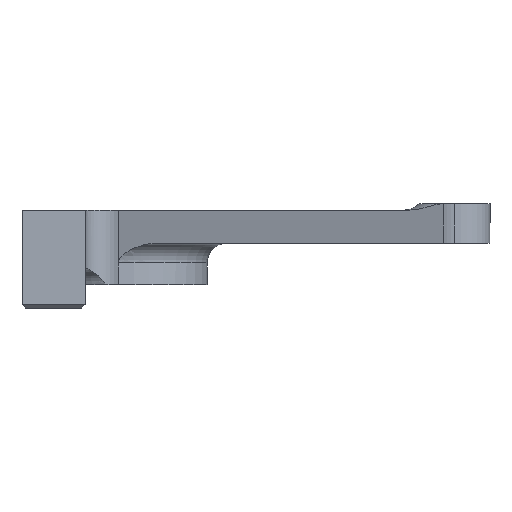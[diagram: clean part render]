
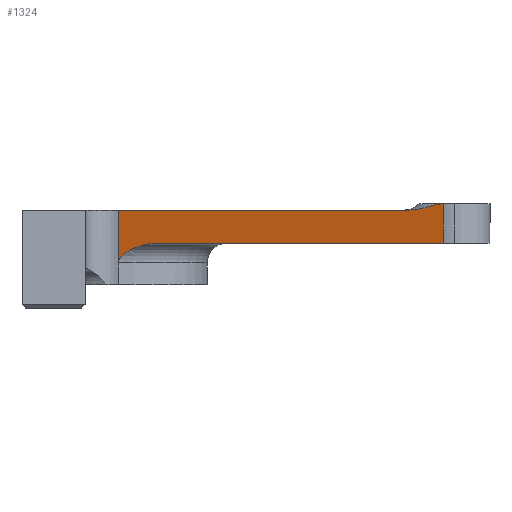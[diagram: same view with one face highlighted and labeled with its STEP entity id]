
A CAD part, left-side view. The second image highlights one B-rep face of the part: STEP entity #1324.
In plain terms, the highlighted planar face has unit normal (-0.947, 0.322, 0).
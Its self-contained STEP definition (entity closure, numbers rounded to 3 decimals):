
#26 = CARTESIAN_POINT ( 'NONE',  ( -24.193, -4.973, 9.65 ) ) ;
#32 = CARTESIAN_POINT ( 'NONE',  ( -22.5, 0., 18.9 ) ) ;
#41 = FACE_OUTER_BOUND ( 'NONE', #1027, .T. ) ;
#89 = PLANE ( 'NONE',  #701 ) ;
#102 = VERTEX_POINT ( 'NONE', #32 ) ;
#121 = CARTESIAN_POINT ( 'NONE',  ( -48.616, -76.717, 19.246 ) ) ;
#145 = CARTESIAN_POINT ( 'NONE',  ( -25.769, -9.603, 10.5 ) ) ;
#150 = EDGE_CURVE ( 'NONE', #1442, #1092, #1057, .T. ) ;
#190 = CARTESIAN_POINT ( 'NONE',  ( -22.793, -0.862, 7.24 ) ) ;
#204 = LINE ( 'NONE', #870, #657 ) ;
#208 = EDGE_CURVE ( 'NONE', #729, #2218, #1358, .T. ) ;
#220 = ORIENTED_EDGE ( 'NONE', *, *, #208, .T. ) ;
#264 = EDGE_CURVE ( 'NONE', #1092, #1265, #204, .T. ) ;
#361 = CARTESIAN_POINT ( 'NONE',  ( -22.736, -0.694, 7.063 ) ) ;
#378 = CARTESIAN_POINT ( 'NONE',  ( -23.314, -2.392, 8.424 ) ) ;
#409 = DIRECTION ( 'NONE',  ( -0.322, -0.947, 0. ) ) ;
#458 = CARTESIAN_POINT ( 'NONE',  ( -25.444, -8.65, 10.5 ) ) ;
#462 = CARTESIAN_POINT ( 'NONE',  ( -50.52, -82.311, 20.5 ) ) ;
#540 = CARTESIAN_POINT ( 'NONE',  ( -23.175, -1.984, 8.166 ) ) ;
#550 = DIRECTION ( 'NONE',  ( 0., 0., -1. ) ) ;
#657 = VECTOR ( 'NONE', #1394, 1000. ) ;
#701 = AXIS2_PLACEMENT_3D ( 'NONE', #1636, #1279, #760 ) ;
#714 = CARTESIAN_POINT ( 'NONE',  ( -23.743, -3.653, 9.101 ) ) ;
#721 = CARTESIAN_POINT ( 'NONE',  ( -22.978, -1.404, 7.726 ) ) ;
#729 = VERTEX_POINT ( 'NONE', #1154 ) ;
#738 = CARTESIAN_POINT ( 'NONE',  ( -50.52, -82.311, 18.9 ) ) ;
#760 = DIRECTION ( 'NONE',  ( 0.322, 0.947, 0. ) ) ;
#806 = CARTESIAN_POINT ( 'NONE',  ( -50.52, -82.311, 10.5 ) ) ;
#819 = CARTESIAN_POINT ( 'NONE',  ( -50.032, -80.878, 20.388 ) ) ;
#870 = CARTESIAN_POINT ( 'NONE',  ( -50.52, -82.311, 10.5 ) ) ;
#873 = CARTESIAN_POINT ( 'NONE',  ( -22.5, 0., 5.628 ) ) ;
#897 = CARTESIAN_POINT ( 'NONE',  ( -24.501, -5.879, 9.946 ) ) ;
#1027 = EDGE_LOOP ( 'NONE', ( #1162, #1836, #2098, #1775, #220, #1707 ) ) ;
#1053 = CARTESIAN_POINT ( 'NONE',  ( -22.537, -0.108, 6.118 ) ) ;
#1057 = B_SPLINE_CURVE_WITH_KNOTS ( 'NONE', 3,
 ( #1897, #873, #1719, #1383, #1053, #1402, #1231, #361, #190, #1562, #721, #540, #378, #1739, #714, #2101, #26, #897, #2110, #2164, #458, #145 ),
 .UNSPECIFIED., .F., .F.,
 ( 4, 2, 2, 2, 2, 2, 2, 2, 2, 2, 4 ),
 ( 0., 0., 0.001, 0.002, 0.002, 0.003, 0.005, 0.006, 0.008, 0.009, 0.012 ),
 .UNSPECIFIED. ) ;
#1064 = EDGE_CURVE ( 'NONE', #729, #1265, #1765, .T. ) ;
#1092 = VERTEX_POINT ( 'NONE', #2003 ) ;
#1110 = CARTESIAN_POINT ( 'NONE',  ( -50.52, -82.311, 18.9 ) ) ;
#1154 = CARTESIAN_POINT ( 'NONE',  ( -50.52, -82.311, 20.5 ) ) ;
#1160 = CARTESIAN_POINT ( 'NONE',  ( -49.322, -78.793, 19.846 ) ) ;
#1162 = ORIENTED_EDGE ( 'NONE', *, *, #1534, .T. ) ;
#1231 = CARTESIAN_POINT ( 'NONE',  ( -22.632, -0.389, 6.672 ) ) ;
#1265 = VERTEX_POINT ( 'NONE', #806 ) ;
#1279 = DIRECTION ( 'NONE',  ( 0.947, -0.322, 0. ) ) ;
#1324 = ADVANCED_FACE ( 'NONE', ( #41 ), #89, .F. ) ;
#1345 = LINE ( 'NONE', #1456, #2100 ) ;
#1358 = B_SPLINE_CURVE_WITH_KNOTS ( 'NONE', 3,
 ( #462, #1648, #819, #2018, #1160, #121, #1502, #1671 ),
 .UNSPECIFIED., .F., .F.,
 ( 4, 2, 2, 4 ),
 ( 0., 0.002, 0.005, 0.009 ),
 .UNSPECIFIED. ) ;
#1383 = CARTESIAN_POINT ( 'NONE',  ( -22.523, -0.068, 5.997 ) ) ;
#1394 = DIRECTION ( 'NONE',  ( -0.322, -0.947, 0. ) ) ;
#1402 = CARTESIAN_POINT ( 'NONE',  ( -22.587, -0.256, 6.464 ) ) ;
#1439 = CARTESIAN_POINT ( 'NONE',  ( -22.5, 0., 5.5 ) ) ;
#1442 = VERTEX_POINT ( 'NONE', #1439 ) ;
#1456 = CARTESIAN_POINT ( 'NONE',  ( -22.5, 0., 18.9 ) ) ;
#1502 = CARTESIAN_POINT ( 'NONE',  ( -48.142, -75.325, 18.9 ) ) ;
#1534 = EDGE_CURVE ( 'NONE', #102, #1442, #1345, .T. ) ;
#1562 = CARTESIAN_POINT ( 'NONE',  ( -22.914, -1.217, 7.572 ) ) ;
#1636 = CARTESIAN_POINT ( 'NONE',  ( -50.52, -82.311, 18.9 ) ) ;
#1648 = CARTESIAN_POINT ( 'NONE',  ( -50.273, -81.585, 20.5 ) ) ;
#1671 = CARTESIAN_POINT ( 'NONE',  ( -47.648, -73.874, 18.9 ) ) ;
#1707 = ORIENTED_EDGE ( 'NONE', *, *, #2165, .F. ) ;
#1719 = CARTESIAN_POINT ( 'NONE',  ( -22.505, -0.014, 5.753 ) ) ;
#1739 = CARTESIAN_POINT ( 'NONE',  ( -23.598, -3.225, 8.892 ) ) ;
#1765 = LINE ( 'NONE', #738, #2240 ) ;
#1775 = ORIENTED_EDGE ( 'NONE', *, *, #1064, .F. ) ;
#1804 = DIRECTION ( 'NONE',  ( 0., 0., -1. ) ) ;
#1811 = CARTESIAN_POINT ( 'NONE',  ( -47.648, -73.874, 18.9 ) ) ;
#1836 = ORIENTED_EDGE ( 'NONE', *, *, #150, .T. ) ;
#1891 = VECTOR ( 'NONE', #409, 1000. ) ;
#1897 = CARTESIAN_POINT ( 'NONE',  ( -22.5, 0., 5.5 ) ) ;
#2003 = CARTESIAN_POINT ( 'NONE',  ( -25.769, -9.603, 10.5 ) ) ;
#2018 = CARTESIAN_POINT ( 'NONE',  ( -49.557, -79.482, 20.059 ) ) ;
#2069 = LINE ( 'NONE', #1110, #1891 ) ;
#2098 = ORIENTED_EDGE ( 'NONE', *, *, #264, .T. ) ;
#2100 = VECTOR ( 'NONE', #1804, 1000. ) ;
#2101 = CARTESIAN_POINT ( 'NONE',  ( -24.041, -4.526, 9.48 ) ) ;
#2110 = CARTESIAN_POINT ( 'NONE',  ( -24.657, -6.336, 10.072 ) ) ;
#2164 = CARTESIAN_POINT ( 'NONE',  ( -25.126, -7.716, 10.382 ) ) ;
#2165 = EDGE_CURVE ( 'NONE', #102, #2218, #2069, .T. ) ;
#2218 = VERTEX_POINT ( 'NONE', #1811 ) ;
#2240 = VECTOR ( 'NONE', #550, 1000. ) ;
